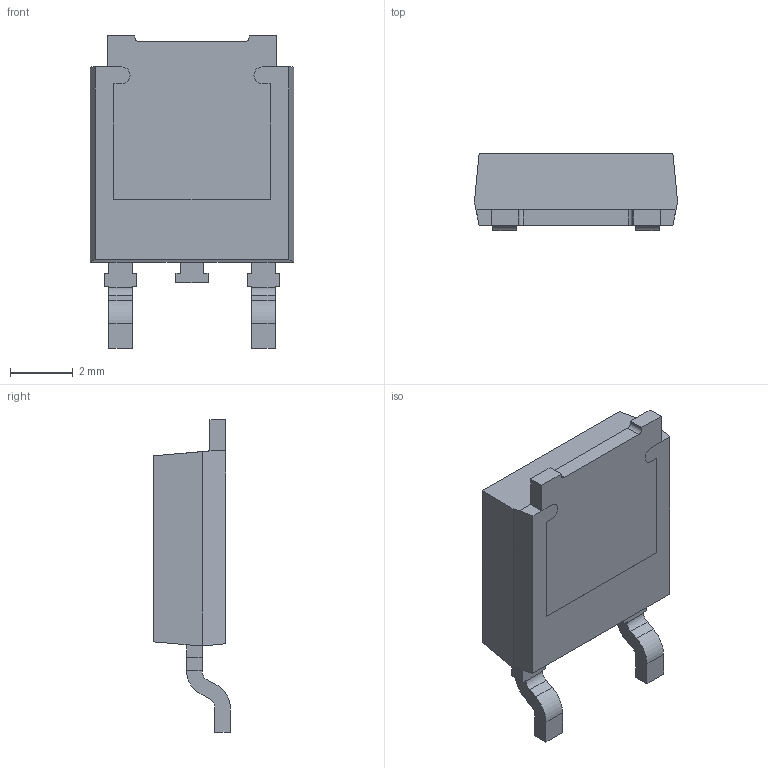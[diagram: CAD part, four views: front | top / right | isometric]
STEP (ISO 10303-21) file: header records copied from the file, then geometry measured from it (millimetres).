
FILE_DESCRIPTION (( 'STEP AP214' ), '1' );
FILE_NAME ('IPD70P04P4L08ATMA2.STEP', '2023-07-12T16:41:15', ( '' ), ( '' ), 'SwSTEP 2.0', 'SolidWorks 2021', '' );
FILE_SCHEMA (( 'AUTOMOTIVE_DESIGN' ));
Length unit declared in the file: millimetre
Products named in the file (1): IPD70P04P4L08ATMA2
Bounding box: 6.5 x 2.45 x 10.01 mm (x, y, z)
Volume: 94.6 mm3; surface area: 162.5 mm2
Topology: 1 solids, 1 shells, 82 faces, 228 edges, 148 vertices
Faces by surface type: plane 70, cylinder 12
Entity records: 3516 total; most frequent: CARTESIAN_POINT 459, ORIENTED_EDGE 456, DIRECTION 418, EDGE_CURVE 228, LINE 204, VECTOR 204, VERTEX_POINT 148, AXIS2_PLACEMENT_3D 107
